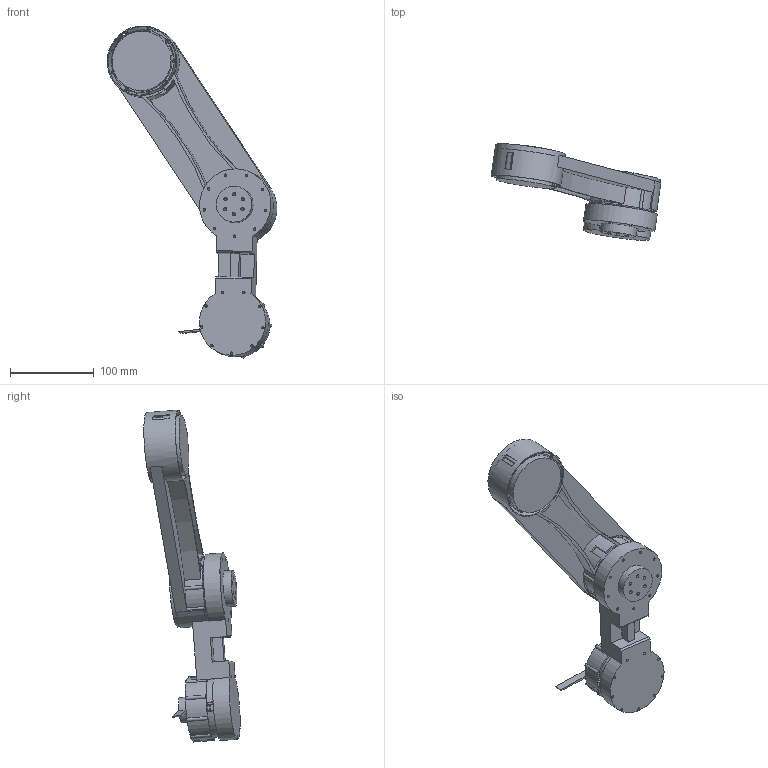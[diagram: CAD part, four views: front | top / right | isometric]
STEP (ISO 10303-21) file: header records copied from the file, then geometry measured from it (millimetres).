
FILE_DESCRIPTION(/* description */ (''),/* implementation_level */ '2;1');
FILE_NAME(/* name */ '',/* time_stamp */ '2023-10-11T14:22:47+09:00',/* author */ ('ludiw'),/* organization */ (''),/* preprocessor_version */ 'ST-DEVELOPER v19.2',/* originating_system */ 'Autodesk Inventor 2024',/* authorisation */ '');
FILE_SCHEMA (('AUTOMOTIVE_DESIGN { 1 0 10303 214 3 1 1 }'));
Length unit declared in the file: millimetre
Products named in the file (6): 部件1; cybergear壳; 轴承; 大臂v2_MIR; 小臂V2_MIR; 刀
Assembly tree (9 placements, depth 2):
  部件1
    cybergear壳  x3
    轴承  x3
    大臂v2_MIR
    小臂V2_MIR
    刀
Bounding box: 202.37 x 114.87 x 395.91 mm (x, y, z)
Volume: 931224.1 mm3; surface area: 250946 mm2
Topology: 9 solids, 11 shells, 377 faces, 1013 edges, 748 vertices
Faces by surface type: cylinder 206, plane 164, bspline 7
Full cylindrical faces by diameter (mm): 1 x6, 3 x54, 3.302 x6, 4 x33, 4.1 x3, 9.302 x12, 14 x3, 15 x3, 37 x2, 42.97 x3, 43 x6, 45 x3, 47 x3, 82 x3, 84 x1
Entity records: 7545 total; most frequent: CARTESIAN_POINT 1337, DIRECTION 1314, ORIENTED_EDGE 1144, EDGE_CURVE 572, AXIS2_PLACEMENT_3D 528, VERTEX_POINT 390, EDGE_LOOP 370, CIRCLE 301
